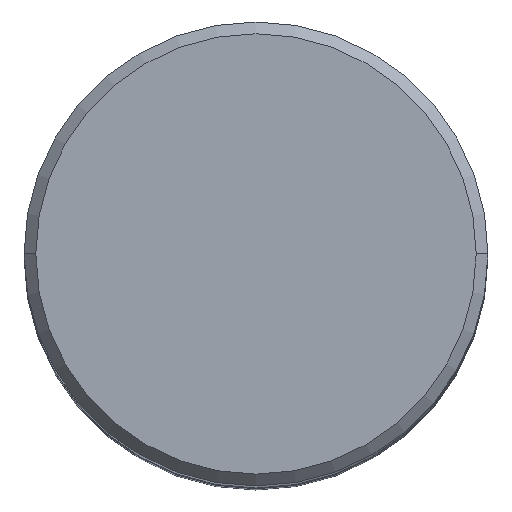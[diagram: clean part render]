
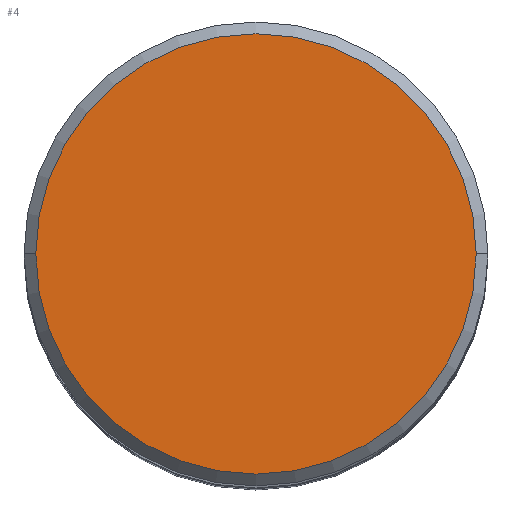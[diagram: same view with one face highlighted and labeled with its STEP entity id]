
A CAD part, top view. The second image highlights one B-rep face of the part: STEP entity #4.
In plain terms, the highlighted planar face has unit normal (0, 0, 1).
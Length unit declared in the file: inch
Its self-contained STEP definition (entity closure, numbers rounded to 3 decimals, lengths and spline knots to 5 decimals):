
#4 = ADVANCED_FACE ( 'NONE', ( #287 ), #169, .F. ) ;
#37 = CARTESIAN_POINT ( 'NONE',  ( 0., 0.3737, 0. ) ) ;
#101 = CARTESIAN_POINT ( 'NONE',  ( 0.3737, 0., 0. ) ) ;
#116 = ORIENTED_EDGE ( 'NONE', *, *, #158, .T. ) ;
#136 = DIRECTION ( 'NONE',  ( 0., 0., 1. ) ) ;
#158 = EDGE_CURVE ( 'NONE', #406, #187, #341, .T. ) ;
#169 = PLANE ( 'NONE',  #296 ) ;
#185 = CARTESIAN_POINT ( 'NONE',  ( 0., 0., 0. ) ) ;
#187 = VERTEX_POINT ( 'NONE', #388 ) ;
#202 = DIRECTION ( 'NONE',  ( -1., 0., 0. ) ) ;
#206 = ORIENTED_EDGE ( 'NONE', *, *, #311, .T. ) ;
#259 = DIRECTION ( 'NONE',  ( 1., 0., 0. ) ) ;
#287 = FACE_OUTER_BOUND ( 'NONE', #307, .T. ) ;
#296 = AXIS2_PLACEMENT_3D ( 'NONE', #37, #472, #202 ) ;
#306 = DIRECTION ( 'NONE',  ( 0., 0., 1. ) ) ;
#307 = EDGE_LOOP ( 'NONE', ( #206, #116 ) ) ;
#311 = EDGE_CURVE ( 'NONE', #187, #406, #550, .T. ) ;
#341 = CIRCLE ( 'NONE', #419, 0.3737 ) ;
#352 = AXIS2_PLACEMENT_3D ( 'NONE', #185, #306, #356 ) ;
#356 = DIRECTION ( 'NONE',  ( 1., 0., 0. ) ) ;
#388 = CARTESIAN_POINT ( 'NONE',  ( -0.3737, 0., 0. ) ) ;
#406 = VERTEX_POINT ( 'NONE', #101 ) ;
#419 = AXIS2_PLACEMENT_3D ( 'NONE', #481, #136, #259 ) ;
#472 = DIRECTION ( 'NONE',  ( 0., 0., -1. ) ) ;
#481 = CARTESIAN_POINT ( 'NONE',  ( 0., 0., 0. ) ) ;
#550 = CIRCLE ( 'NONE', #352, 0.3737 ) ;
